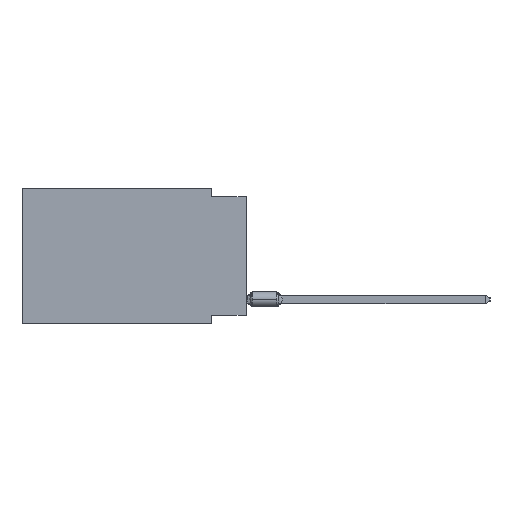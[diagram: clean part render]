
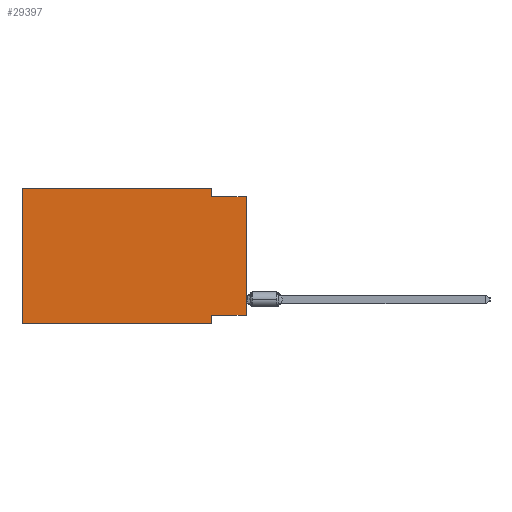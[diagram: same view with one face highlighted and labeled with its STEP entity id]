
A CAD part, left-side view. The second image highlights one B-rep face of the part: STEP entity #29397.
In plain terms, the highlighted planar face has unit normal (-1, 0, 0).
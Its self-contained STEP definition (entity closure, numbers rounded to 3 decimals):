
#344 = LINE ( 'NONE', #22006, #20265 ) ;
#2500 = VECTOR ( 'NONE', #31538, 1000. ) ;
#3796 = CARTESIAN_POINT ( 'NONE',  ( 0., 0., -0.635 ) ) ;
#5774 = DIRECTION ( 'NONE',  ( 0., 0., -1. ) ) ;
#6077 = CARTESIAN_POINT ( 'NONE',  ( 0., 16.383, -9.906 ) ) ;
#6182 = EDGE_CURVE ( 'NONE', #40040, #20727, #344, .T. ) ;
#7249 = ORIENTED_EDGE ( 'NONE', *, *, #6182, .F. ) ;
#7259 = VECTOR ( 'NONE', #35884, 1000. ) ;
#7847 = ORIENTED_EDGE ( 'NONE', *, *, #30048, .T. ) ;
#8716 = DIRECTION ( 'NONE',  ( 0., 0., 1. ) ) ;
#8857 = VERTEX_POINT ( 'NONE', #20168 ) ;
#11094 = CARTESIAN_POINT ( 'NONE',  ( 0., 2.54, -9.271 ) ) ;
#12202 = CARTESIAN_POINT ( 'NONE',  ( 0., 0., -9.271 ) ) ;
#13402 = CARTESIAN_POINT ( 'NONE',  ( 0., 2.54, -9.906 ) ) ;
#13482 = VECTOR ( 'NONE', #8716, 1000. ) ;
#14263 = CARTESIAN_POINT ( 'NONE',  ( 0., 16.383, -9.906 ) ) ;
#15536 = VECTOR ( 'NONE', #34316, 1000. ) ;
#16339 = LINE ( 'NONE', #29157, #7259 ) ;
#16377 = EDGE_LOOP ( 'NONE', ( #7847, #20745, #7249, #24967, #22186, #31582, #16884, #25701 ) ) ;
#16884 = ORIENTED_EDGE ( 'NONE', *, *, #40590, .F. ) ;
#18192 = CARTESIAN_POINT ( 'NONE',  ( 0., 2.54, -0.635 ) ) ;
#18548 = VERTEX_POINT ( 'NONE', #13402 ) ;
#19113 = VECTOR ( 'NONE', #36619, 1000. ) ;
#19214 = PLANE ( 'NONE',  #36299 ) ;
#19761 = EDGE_CURVE ( 'NONE', #23997, #40040, #29671, .T. ) ;
#20168 = CARTESIAN_POINT ( 'NONE',  ( 0., 0., -9.271 ) ) ;
#20265 = VECTOR ( 'NONE', #34829, 1000. ) ;
#20727 = VERTEX_POINT ( 'NONE', #18192 ) ;
#20745 = ORIENTED_EDGE ( 'NONE', *, *, #23590, .F. ) ;
#22006 = CARTESIAN_POINT ( 'NONE',  ( 0., 2.54, 0. ) ) ;
#22186 = ORIENTED_EDGE ( 'NONE', *, *, #30491, .F. ) ;
#22399 = LINE ( 'NONE', #35029, #19113 ) ;
#22546 = DIRECTION ( 'NONE',  ( 0., -1., 0. ) ) ;
#22943 = EDGE_CURVE ( 'NONE', #8857, #31178, #40987, .T. ) ;
#23590 = EDGE_CURVE ( 'NONE', #20727, #24687, #16339, .T. ) ;
#23997 = VERTEX_POINT ( 'NONE', #39182 ) ;
#24151 = VECTOR ( 'NONE', #22546, 1000. ) ;
#24687 = VERTEX_POINT ( 'NONE', #3796 ) ;
#24967 = ORIENTED_EDGE ( 'NONE', *, *, #19761, .F. ) ;
#25513 = DIRECTION ( 'NONE',  ( 1., 0., 0. ) ) ;
#25655 = VECTOR ( 'NONE', #40512, 1000. ) ;
#25701 = ORIENTED_EDGE ( 'NONE', *, *, #22943, .F. ) ;
#26738 = EDGE_CURVE ( 'NONE', #36611, #18548, #27487, .T. ) ;
#27487 = LINE ( 'NONE', #14263, #25655 ) ;
#27718 = CARTESIAN_POINT ( 'NONE',  ( 0., 2.54, 0. ) ) ;
#28416 = CARTESIAN_POINT ( 'NONE',  ( 0., 16.383, 0. ) ) ;
#28468 = CARTESIAN_POINT ( 'NONE',  ( 0., 16.383, 0. ) ) ;
#28679 = FACE_OUTER_BOUND ( 'NONE', #16377, .T. ) ;
#29157 = CARTESIAN_POINT ( 'NONE',  ( 0., 0., -0.635 ) ) ;
#29397 = ADVANCED_FACE ( 'NONE', ( #28679 ), #19214, .F. ) ;
#29671 = LINE ( 'NONE', #38508, #24151 ) ;
#30048 = EDGE_CURVE ( 'NONE', #8857, #24687, #36890, .T. ) ;
#30491 = EDGE_CURVE ( 'NONE', #36611, #23997, #34524, .T. ) ;
#31178 = VERTEX_POINT ( 'NONE', #11094 ) ;
#31538 = DIRECTION ( 'NONE',  ( 0., 1., 0. ) ) ;
#31582 = ORIENTED_EDGE ( 'NONE', *, *, #26738, .T. ) ;
#34316 = DIRECTION ( 'NONE',  ( 0., 0., 1. ) ) ;
#34524 = LINE ( 'NONE', #28416, #15536 ) ;
#34829 = DIRECTION ( 'NONE',  ( 0., 0., -1. ) ) ;
#35029 = CARTESIAN_POINT ( 'NONE',  ( 0., 2.54, -9.906 ) ) ;
#35884 = DIRECTION ( 'NONE',  ( 0., -1., 0. ) ) ;
#36299 = AXIS2_PLACEMENT_3D ( 'NONE', #28468, #25513, #5774 ) ;
#36611 = VERTEX_POINT ( 'NONE', #6077 ) ;
#36619 = DIRECTION ( 'NONE',  ( 0., 0., -1. ) ) ;
#36890 = LINE ( 'NONE', #40657, #13482 ) ;
#38508 = CARTESIAN_POINT ( 'NONE',  ( 0., 16.383, 0. ) ) ;
#39182 = CARTESIAN_POINT ( 'NONE',  ( 0., 16.383, 0. ) ) ;
#40040 = VERTEX_POINT ( 'NONE', #27718 ) ;
#40512 = DIRECTION ( 'NONE',  ( 0., -1., 0. ) ) ;
#40590 = EDGE_CURVE ( 'NONE', #31178, #18548, #22399, .T. ) ;
#40657 = CARTESIAN_POINT ( 'NONE',  ( 0., 0., 0. ) ) ;
#40987 = LINE ( 'NONE', #12202, #2500 ) ;
